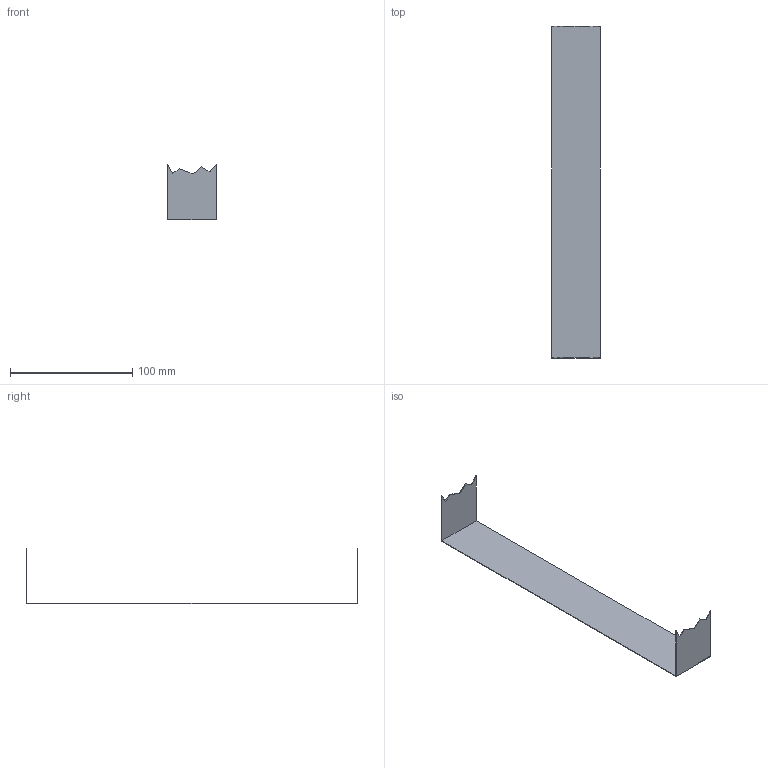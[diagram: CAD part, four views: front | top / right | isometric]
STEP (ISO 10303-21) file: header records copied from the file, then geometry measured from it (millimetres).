
FILE_DESCRIPTION(('CATIA V5 STEP Exchange'),'2;1');
FILE_NAME('TapeShape.stp','2024-10-02T06:34:13+00:00',('none'),('none'),'CATIA Unofficial Packaging Version','3DEXPERIENCE Platform STEP AP203 v1','none');
FILE_SCHEMA(('CONFIG_CONTROL_DESIGN'));
Length unit declared in the file: millimetre
Products named in the file (1): Part21
Bounding box: 40 x 271 x 45.5 mm (x, y, z)
Volume: 7026.2 mm3; surface area: 57036.9 mm2
Topology: 1 solids, 2 shells, 60 faces, 144 edges, 88 vertices
Faces by surface type: plane 60
Entity records: 1115 total; most frequent: ORIENTED_EDGE 288, CARTESIAN_POINT 151, DIRECTION 128, EDGE_CURVE 72, VECTOR 68, LINE 68, ADVANCED_FACE 60, EDGE_LOOP 60
